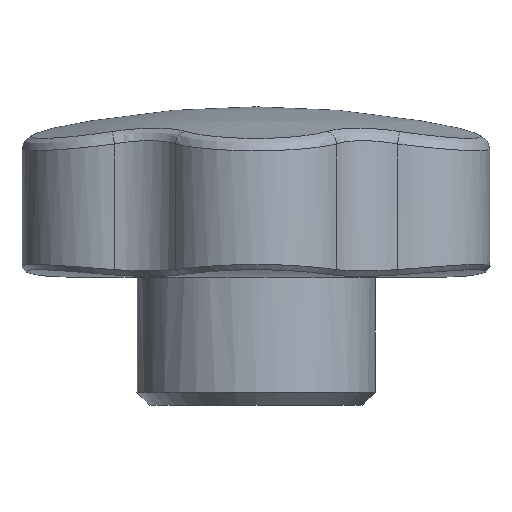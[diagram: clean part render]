
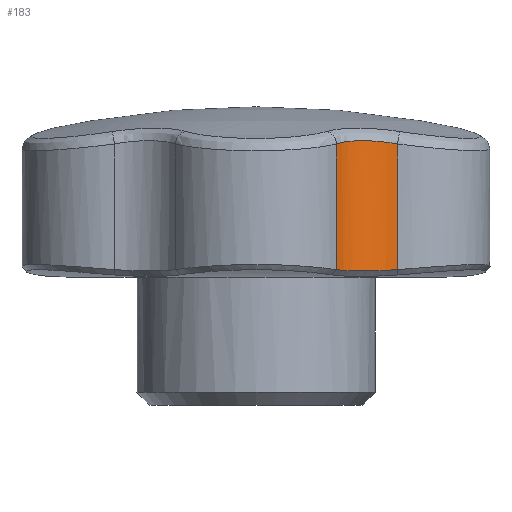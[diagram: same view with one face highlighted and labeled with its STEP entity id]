
A CAD part, front view. The second image highlights one B-rep face of the part: STEP entity #183.
In plain terms, the highlighted cylindrical face has radius 8.5 mm (diameter 17 mm), a partial arc.
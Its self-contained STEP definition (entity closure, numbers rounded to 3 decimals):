
#183 = ADVANCED_FACE( '', ( #388 ), #389, .F. );
#388 = FACE_OUTER_BOUND( '', #2867, .T. );
#389 = CYLINDRICAL_SURFACE( '', #2868, 8.5 );
#2867 = EDGE_LOOP( '', ( #3821, #3822, #3823, #3824 ) );
#2868 = AXIS2_PLACEMENT_3D( '', #3825, #3826, #3827 );
#3821 = ORIENTED_EDGE( '', *, *, #4100, .T. );
#3822 = ORIENTED_EDGE( '', *, *, #4043, .T. );
#3823 = ORIENTED_EDGE( '', *, *, #4175, .F. );
#3824 = ORIENTED_EDGE( '', *, *, #4137, .T. );
#3825 = CARTESIAN_POINT( '', ( 16.742, -28.998, 36.7 ) );
#3826 = DIRECTION( '', ( 0., 0., 1. ) );
#3827 = DIRECTION( '', ( -1., 0., 0. ) );
#4043 = EDGE_CURVE( '', #4304, #4309, #4311, .T. );
#4100 = EDGE_CURVE( '', #4295, #4304, #4399, .T. );
#4137 = EDGE_CURVE( '', #4357, #4295, #4455, .T. );
#4175 = EDGE_CURVE( '', #4357, #4309, #4505, .T. );
#4295 = VERTEX_POINT( '', #5095 );
#4304 = VERTEX_POINT( '', #5277 );
#4309 = VERTEX_POINT( '', #5301 );
#4311 = B_SPLINE_CURVE_WITH_KNOTS( '', 3, ( #5304, #5305, #5306, #5307, #5308, #5309, #5310, #5311, #5312, #5313, #5314, #5315, #5316, #5317, #5318, #5319, #5320, #5321, #5322, #5323, #5324, #5325, #5326, #5327, #5328, #5329, #5330, #5331, #5332, #5333, #5334, #5335, #5336, #5337 ), .UNSPECIFIED., .F., .F., ( 4, 1, 1, 1, 1, 1, 1, 1, 1, 1, 1, 1, 1, 1, 1, 1, 1, 1, 1, 1, 1, 1, 1, 1, 1, 1, 1, 1, 1, 1, 1, 4 ), ( 0., 0.032, 0.065, 0.097, 0.129, 0.161, 0.194, 0.226, 0.258, 0.29, 0.323, 0.355, 0.387, 0.419, 0.452, 0.484, 0.516, 0.548, 0.581, 0.613, 0.645, 0.677, 0.709, 0.742, 0.774, 0.806, 0.839, 0.871, 0.903, 0.935, 0.968, 1. ), .UNSPECIFIED. );
#4357 = VERTEX_POINT( '', #6107 );
#4399 = LINE( '', #6365, #6366 );
#4455 = B_SPLINE_CURVE_WITH_KNOTS( '', 3, ( #6667, #6668, #6669, #6670, #6671, #6672, #6673, #6674, #6675, #6676, #6677, #6678, #6679, #6680, #6681, #6682, #6683, #6684, #6685, #6686, #6687, #6688, #6689, #6690, #6691, #6692, #6693, #6694, #6695, #6696, #6697, #6698, #6699, #6700, #6701, #6702 ), .UNSPECIFIED., .F., .F., ( 4, 1, 1, 1, 1, 2, 2, 1, 1, 2, 1, 1, 1, 2, 2, 1, 1, 2, 1, 1, 1, 2, 2, 1, 1, 4 ), ( 0., 0.001, 0.001, 0.002, 0.002, 0.003, 0.003, 0.003, 0.003, 0.003, 0.004, 0.004, 0.005, 0.005, 0.005, 0.006, 0.006, 0.006, 0.006, 0.007, 0.008, 0.008, 0.008, 0.008, 0.008, 0.009 ), .UNSPECIFIED. );
#4505 = LINE( '', #6894, #6895 );
#5095 = CARTESIAN_POINT( '', ( 9.444, -24.64, 30.648 ) );
#5277 = CARTESIAN_POINT( '', ( 9.444, -24.64, 15.902 ) );
#5301 = CARTESIAN_POINT( '', ( 16.617, -20.499, 15.902 ) );
#5304 = CARTESIAN_POINT( '', ( 9.444, -24.64, 15.902 ) );
#5305 = CARTESIAN_POINT( '', ( 9.493, -24.56, 15.896 ) );
#5306 = CARTESIAN_POINT( '', ( 9.589, -24.402, 15.882 ) );
#5307 = CARTESIAN_POINT( '', ( 9.745, -24.17, 15.864 ) );
#5308 = CARTESIAN_POINT( '', ( 9.907, -23.943, 15.846 ) );
#5309 = CARTESIAN_POINT( '', ( 10.076, -23.721, 15.831 ) );
#5310 = CARTESIAN_POINT( '', ( 10.253, -23.505, 15.816 ) );
#5311 = CARTESIAN_POINT( '', ( 10.437, -23.295, 15.803 ) );
#5312 = CARTESIAN_POINT( '', ( 10.627, -23.091, 15.791 ) );
#5313 = CARTESIAN_POINT( '', ( 10.825, -22.894, 15.78 ) );
#5314 = CARTESIAN_POINT( '', ( 11.028, -22.703, 15.771 ) );
#5315 = CARTESIAN_POINT( '', ( 11.238, -22.519, 15.763 ) );
#5316 = CARTESIAN_POINT( '', ( 11.453, -22.341, 15.756 ) );
#5317 = CARTESIAN_POINT( '', ( 11.675, -22.171, 15.751 ) );
#5318 = CARTESIAN_POINT( '', ( 11.902, -22.009, 15.747 ) );
#5319 = CARTESIAN_POINT( '', ( 12.134, -21.854, 15.744 ) );
#5320 = CARTESIAN_POINT( '', ( 12.371, -21.706, 15.743 ) );
#5321 = CARTESIAN_POINT( '', ( 12.612, -21.567, 15.743 ) );
#5322 = CARTESIAN_POINT( '', ( 12.858, -21.435, 15.744 ) );
#5323 = CARTESIAN_POINT( '', ( 13.109, -21.312, 15.747 ) );
#5324 = CARTESIAN_POINT( '', ( 13.363, -21.197, 15.751 ) );
#5325 = CARTESIAN_POINT( '', ( 13.621, -21.09, 15.756 ) );
#5326 = CARTESIAN_POINT( '', ( 13.882, -20.992, 15.763 ) );
#5327 = CARTESIAN_POINT( '', ( 14.146, -20.902, 15.771 ) );
#5328 = CARTESIAN_POINT( '', ( 14.414, -20.821, 15.78 ) );
#5329 = CARTESIAN_POINT( '', ( 14.683, -20.749, 15.791 ) );
#5330 = CARTESIAN_POINT( '', ( 14.955, -20.686, 15.803 ) );
#5331 = CARTESIAN_POINT( '', ( 15.229, -20.632, 15.816 ) );
#5332 = CARTESIAN_POINT( '', ( 15.504, -20.587, 15.831 ) );
#5333 = CARTESIAN_POINT( '', ( 15.781, -20.551, 15.846 ) );
#5334 = CARTESIAN_POINT( '', ( 16.059, -20.524, 15.864 ) );
#5335 = CARTESIAN_POINT( '', ( 16.338, -20.506, 15.882 ) );
#5336 = CARTESIAN_POINT( '', ( 16.524, -20.501, 15.896 ) );
#5337 = CARTESIAN_POINT( '', ( 16.617, -20.499, 15.902 ) );
#6107 = CARTESIAN_POINT( '', ( 16.617, -20.499, 30.648 ) );
#6365 = CARTESIAN_POINT( '', ( 9.444, -24.64, 36.7 ) );
#6366 = VECTOR( '', #7297, 1000. );
#6667 = CARTESIAN_POINT( '', ( 16.617, -20.499, 30.648 ) );
#6668 = CARTESIAN_POINT( '', ( 16.437, -20.501, 30.68 ) );
#6669 = CARTESIAN_POINT( '', ( 16.078, -20.518, 30.739 ) );
#6670 = CARTESIAN_POINT( '', ( 15.545, -20.577, 30.816 ) );
#6671 = CARTESIAN_POINT( '', ( 15.016, -20.669, 30.882 ) );
#6672 = CARTESIAN_POINT( '', ( 14.492, -20.795, 30.936 ) );
#6673 = CARTESIAN_POINT( '', ( 14.146, -20.902, 30.965 ) );
#6674 = CARTESIAN_POINT( '', ( 13.952, -20.969, 30.979 ) );
#6675 = CARTESIAN_POINT( '', ( 13.93, -20.976, 30.98 ) );
#6676 = CARTESIAN_POINT( '', ( 13.888, -20.991, 30.983 ) );
#6677 = CARTESIAN_POINT( '', ( 13.823, -21.014, 30.988 ) );
#6678 = CARTESIAN_POINT( '', ( 13.674, -21.07, 30.997 ) );
#6679 = CARTESIAN_POINT( '', ( 13.548, -21.12, 31.004 ) );
#6680 = CARTESIAN_POINT( '', ( 13.297, -21.225, 31.016 ) );
#6681 = CARTESIAN_POINT( '', ( 12.969, -21.375, 31.029 ) );
#6682 = CARTESIAN_POINT( '', ( 12.492, -21.63, 31.035 ) );
#6683 = CARTESIAN_POINT( '', ( 12.032, -21.915, 31.029 ) );
#6684 = CARTESIAN_POINT( '', ( 11.736, -22.126, 31.017 ) );
#6685 = CARTESIAN_POINT( '', ( 11.573, -22.25, 31.007 ) );
#6686 = CARTESIAN_POINT( '', ( 11.555, -22.264, 31.006 ) );
#6687 = CARTESIAN_POINT( '', ( 11.519, -22.292, 31.004 ) );
#6688 = CARTESIAN_POINT( '', ( 11.465, -22.334, 31.001 ) );
#6689 = CARTESIAN_POINT( '', ( 11.341, -22.433, 30.992 ) );
#6690 = CARTESIAN_POINT( '', ( 11.237, -22.521, 30.984 ) );
#6691 = CARTESIAN_POINT( '', ( 11.032, -22.699, 30.965 ) );
#6692 = CARTESIAN_POINT( '', ( 10.767, -22.944, 30.937 ) );
#6693 = CARTESIAN_POINT( '', ( 10.397, -23.334, 30.882 ) );
#6694 = CARTESIAN_POINT( '', ( 10.051, -23.746, 30.817 ) );
#6695 = CARTESIAN_POINT( '', ( 9.838, -24.036, 30.765 ) );
#6696 = CARTESIAN_POINT( '', ( 9.723, -24.203, 30.734 ) );
#6697 = CARTESIAN_POINT( '', ( 9.711, -24.222, 30.73 ) );
#6698 = CARTESIAN_POINT( '', ( 9.685, -24.259, 30.723 ) );
#6699 = CARTESIAN_POINT( '', ( 9.648, -24.316, 30.712 ) );
#6700 = CARTESIAN_POINT( '', ( 9.561, -24.448, 30.687 ) );
#6701 = CARTESIAN_POINT( '', ( 9.49, -24.563, 30.664 ) );
#6702 = CARTESIAN_POINT( '', ( 9.444, -24.64, 30.648 ) );
#6894 = CARTESIAN_POINT( '', ( 16.617, -20.499, 36.7 ) );
#6895 = VECTOR( '', #7374, 1000. );
#7297 = DIRECTION( '', ( 0., 0., -1. ) );
#7374 = DIRECTION( '', ( 0., 0., -1. ) );
